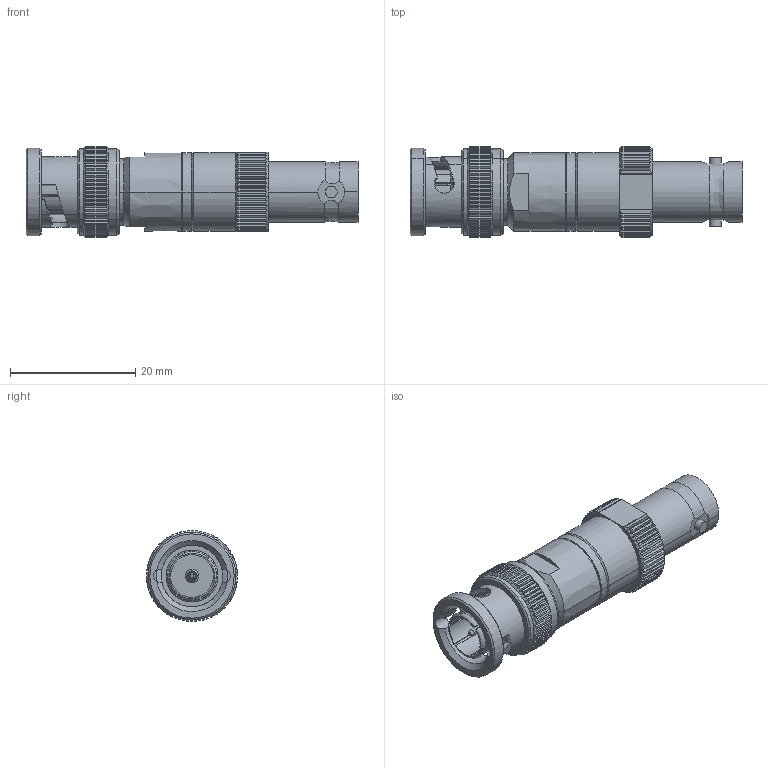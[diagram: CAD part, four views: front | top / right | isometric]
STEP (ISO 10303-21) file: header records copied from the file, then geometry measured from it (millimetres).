
FILE_DESCRIPTION (( 'STEP AP214' ), '1' );
FILE_NAME ('SD8231A_3D.step', '2025-04-28T16:01:58', ( '' ), ( '' ), 'SwSTEP 2.0', 'SolidWorks 2022', '' );
FILE_SCHEMA (( 'AUTOMOTIVE_DESIGN' ));
Length unit declared in the file: inch
Products named in the file (1): SD8231A_3D
Bounding box: 53 x 14.55 x 14.5 mm (x, y, z)
Volume: 5041.8 mm3; surface area: 3536.4 mm2
Topology: 1 solids, 1 shells, 660 faces, 1703 edges, 1058 vertices
Faces by surface type: plane 311, cylinder 186, cone 136, bspline 18, torus 9
Entity records: 21589 total; most frequent: CARTESIAN_POINT 6318, ORIENTED_EDGE 3406, DIRECTION 2936, EDGE_CURVE 1703, AXIS2_PLACEMENT_3D 1187, VERTEX_POINT 1058, EDGE_LOOP 677, FACE_OUTER_BOUND 660
